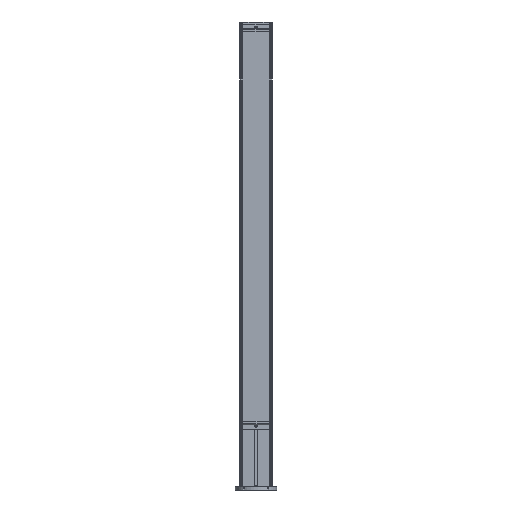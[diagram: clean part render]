
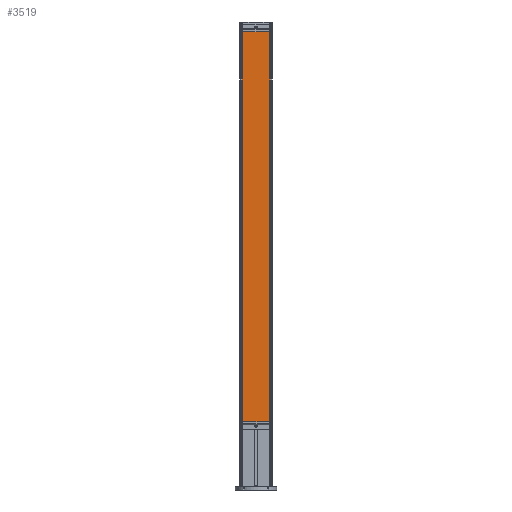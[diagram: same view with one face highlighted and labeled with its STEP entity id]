
A CAD part, front view. The second image highlights one B-rep face of the part: STEP entity #3519.
In plain terms, the highlighted planar face has unit normal (0, -1, 0).
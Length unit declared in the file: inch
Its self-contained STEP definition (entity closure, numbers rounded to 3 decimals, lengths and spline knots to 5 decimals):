
#113 = CARTESIAN_POINT ( 'NONE',  ( 2.39173, -0.92741, 67.51969 ) ) ;
#429 = LINE ( 'NONE', #13724, #9702 ) ;
#462 = DIRECTION ( 'NONE',  ( 0., 0., -1. ) ) ;
#630 = CARTESIAN_POINT ( 'NONE',  ( 2.26091, -0.92741, 7.44094 ) ) ;
#856 = ORIENTED_EDGE ( 'NONE', *, *, #4262, .T. ) ;
#1140 = CARTESIAN_POINT ( 'NONE',  ( -2.39173, -0.92741, 11.22047 ) ) ;
#1297 = VECTOR ( 'NONE', #11374, 39.37008 ) ;
#1372 = CARTESIAN_POINT ( 'NONE',  ( 2.47578, -0.92741, 78.22835 ) ) ;
#1559 = ORIENTED_EDGE ( 'NONE', *, *, #7001, .T. ) ;
#1684 = ORIENTED_EDGE ( 'NONE', *, *, #2380, .F. ) ;
#1909 = LINE ( 'NONE', #630, #4908 ) ;
#1976 = EDGE_CURVE ( 'NONE', #14329, #7613, #10391, .T. ) ;
#2035 = VERTEX_POINT ( 'NONE', #1140 ) ;
#2089 = LINE ( 'NONE', #11875, #3586 ) ;
#2375 = CARTESIAN_POINT ( 'NONE',  ( 1.50973, -0.92741, 77.91339 ) ) ;
#2380 = EDGE_CURVE ( 'NONE', #2035, #8693, #7903, .T. ) ;
#2491 = LINE ( 'NONE', #1372, #5014 ) ;
#2731 = EDGE_CURVE ( 'NONE', #10261, #15473, #3970, .T. ) ;
#2864 = EDGE_LOOP ( 'NONE', ( #11911, #856, #14665, #14462, #8710, #13856, #12614, #15590, #1684, #1559, #7019, #3751 ) ) ;
#3511 = CARTESIAN_POINT ( 'NONE',  ( -2.26665, -0.92741, 11.22047 ) ) ;
#3519 = ADVANCED_FACE ( 'NONE', ( #5201 ), #12358, .T. ) ;
#3585 = CARTESIAN_POINT ( 'NONE',  ( -2.26285, -0.92741, 77.91339 ) ) ;
#3586 = VECTOR ( 'NONE', #14347, 39.37008 ) ;
#3620 = VECTOR ( 'NONE', #14865, 39.37008 ) ;
#3751 = ORIENTED_EDGE ( 'NONE', *, *, #13752, .T. ) ;
#3763 = DIRECTION ( 'NONE',  ( 0., -1., 0. ) ) ;
#3768 = LINE ( 'NONE', #5049, #4045 ) ;
#3840 = CARTESIAN_POINT ( 'NONE',  ( 2.26091, -0.92741, 11.53543 ) ) ;
#3872 = VERTEX_POINT ( 'NONE', #14613 ) ;
#3970 = LINE ( 'NONE', #113, #3620 ) ;
#4045 = VECTOR ( 'NONE', #9966, 39.37008 ) ;
#4214 = CARTESIAN_POINT ( 'NONE',  ( 2.26471, -0.92741, 77.91339 ) ) ;
#4262 = EDGE_CURVE ( 'NONE', #3872, #10261, #429, .T. ) ;
#4564 = CARTESIAN_POINT ( 'NONE',  ( -2.26665, -0.92741, 11.53543 ) ) ;
#4739 = VECTOR ( 'NONE', #14502, 39.37008 ) ;
#4908 = VECTOR ( 'NONE', #462, 39.37008 ) ;
#5014 = VECTOR ( 'NONE', #7375, 39.37008 ) ;
#5043 = CARTESIAN_POINT ( 'NONE',  ( 1.50973, -0.92741, 7.44094 ) ) ;
#5049 = CARTESIAN_POINT ( 'NONE',  ( 1.50973, -0.92741, 11.22047 ) ) ;
#5172 = DIRECTION ( 'NONE',  ( -1., 0., 0. ) ) ;
#5201 = FACE_OUTER_BOUND ( 'NONE', #2864, .T. ) ;
#5508 = VECTOR ( 'NONE', #5172, 39.37008 ) ;
#5665 = AXIS2_PLACEMENT_3D ( 'NONE', #5043, #3763, #8597 ) ;
#5833 = VECTOR ( 'NONE', #14492, 39.37008 ) ;
#6063 = CARTESIAN_POINT ( 'NONE',  ( 2.39173, -0.92741, 11.22047 ) ) ;
#6164 = VECTOR ( 'NONE', #10546, 39.37008 ) ;
#6311 = EDGE_CURVE ( 'NONE', #9600, #8465, #2089, .T. ) ;
#6540 = CARTESIAN_POINT ( 'NONE',  ( -2.26285, -0.92741, 78.22835 ) ) ;
#6627 = EDGE_CURVE ( 'NONE', #7534, #8693, #14659, .T. ) ;
#7001 = EDGE_CURVE ( 'NONE', #2035, #9600, #3768, .T. ) ;
#7019 = ORIENTED_EDGE ( 'NONE', *, *, #6311, .T. ) ;
#7169 = CARTESIAN_POINT ( 'NONE',  ( 2.39173, -0.92741, 78.22835 ) ) ;
#7375 = DIRECTION ( 'NONE',  ( 1., 0., 0. ) ) ;
#7477 = EDGE_CURVE ( 'NONE', #7613, #10447, #12073, .T. ) ;
#7534 = VERTEX_POINT ( 'NONE', #6540 ) ;
#7613 = VERTEX_POINT ( 'NONE', #4214 ) ;
#7903 = LINE ( 'NONE', #12735, #1297 ) ;
#8045 = LINE ( 'NONE', #15334, #11852 ) ;
#8187 = EDGE_CURVE ( 'NONE', #14329, #15473, #2491, .T. ) ;
#8465 = VERTEX_POINT ( 'NONE', #4564 ) ;
#8527 = EDGE_CURVE ( 'NONE', #10447, #7534, #11003, .T. ) ;
#8597 = DIRECTION ( 'NONE',  ( 0., 0., -1. ) ) ;
#8693 = VERTEX_POINT ( 'NONE', #11540 ) ;
#8710 = ORIENTED_EDGE ( 'NONE', *, *, #1976, .T. ) ;
#9296 = VERTEX_POINT ( 'NONE', #3840 ) ;
#9600 = VERTEX_POINT ( 'NONE', #3511 ) ;
#9636 = CARTESIAN_POINT ( 'NONE',  ( -2.26285, -0.92741, 7.44094 ) ) ;
#9676 = CARTESIAN_POINT ( 'NONE',  ( 2.26471, -0.92741, 78.22835 ) ) ;
#9701 = CARTESIAN_POINT ( 'NONE',  ( 1.50973, -0.92741, 78.22835 ) ) ;
#9702 = VECTOR ( 'NONE', #12394, 39.37008 ) ;
#9966 = DIRECTION ( 'NONE',  ( 1., 0., 0. ) ) ;
#10261 = VERTEX_POINT ( 'NONE', #6063 ) ;
#10391 = LINE ( 'NONE', #14136, #6164 ) ;
#10447 = VERTEX_POINT ( 'NONE', #3585 ) ;
#10546 = DIRECTION ( 'NONE',  ( 0., 0., -1. ) ) ;
#11003 = LINE ( 'NONE', #9636, #4739 ) ;
#11038 = EDGE_CURVE ( 'NONE', #9296, #3872, #1909, .T. ) ;
#11374 = DIRECTION ( 'NONE',  ( 0., 0., 1. ) ) ;
#11540 = CARTESIAN_POINT ( 'NONE',  ( -2.39173, -0.92741, 78.22835 ) ) ;
#11852 = VECTOR ( 'NONE', #12935, 39.37008 ) ;
#11875 = CARTESIAN_POINT ( 'NONE',  ( -2.26665, -0.92741, 7.44094 ) ) ;
#11911 = ORIENTED_EDGE ( 'NONE', *, *, #11038, .T. ) ;
#12073 = LINE ( 'NONE', #2375, #5508 ) ;
#12358 = PLANE ( 'NONE',  #5665 ) ;
#12394 = DIRECTION ( 'NONE',  ( 1., 0., 0. ) ) ;
#12614 = ORIENTED_EDGE ( 'NONE', *, *, #8527, .T. ) ;
#12735 = CARTESIAN_POINT ( 'NONE',  ( -2.39173, -0.92741, 67.51969 ) ) ;
#12935 = DIRECTION ( 'NONE',  ( 1., 0., 0. ) ) ;
#13724 = CARTESIAN_POINT ( 'NONE',  ( 1.50973, -0.92741, 11.22047 ) ) ;
#13752 = EDGE_CURVE ( 'NONE', #8465, #9296, #8045, .T. ) ;
#13856 = ORIENTED_EDGE ( 'NONE', *, *, #7477, .T. ) ;
#14136 = CARTESIAN_POINT ( 'NONE',  ( 2.26471, -0.92741, 7.44094 ) ) ;
#14329 = VERTEX_POINT ( 'NONE', #9676 ) ;
#14347 = DIRECTION ( 'NONE',  ( 0., 0., 1. ) ) ;
#14462 = ORIENTED_EDGE ( 'NONE', *, *, #8187, .F. ) ;
#14492 = DIRECTION ( 'NONE',  ( -1., 0., 0. ) ) ;
#14502 = DIRECTION ( 'NONE',  ( 0., 0., 1. ) ) ;
#14613 = CARTESIAN_POINT ( 'NONE',  ( 2.26091, -0.92741, 11.22047 ) ) ;
#14659 = LINE ( 'NONE', #9701, #5833 ) ;
#14665 = ORIENTED_EDGE ( 'NONE', *, *, #2731, .T. ) ;
#14865 = DIRECTION ( 'NONE',  ( 0., 0., 1. ) ) ;
#15334 = CARTESIAN_POINT ( 'NONE',  ( 1.50973, -0.92741, 11.53543 ) ) ;
#15473 = VERTEX_POINT ( 'NONE', #7169 ) ;
#15590 = ORIENTED_EDGE ( 'NONE', *, *, #6627, .T. ) ;
